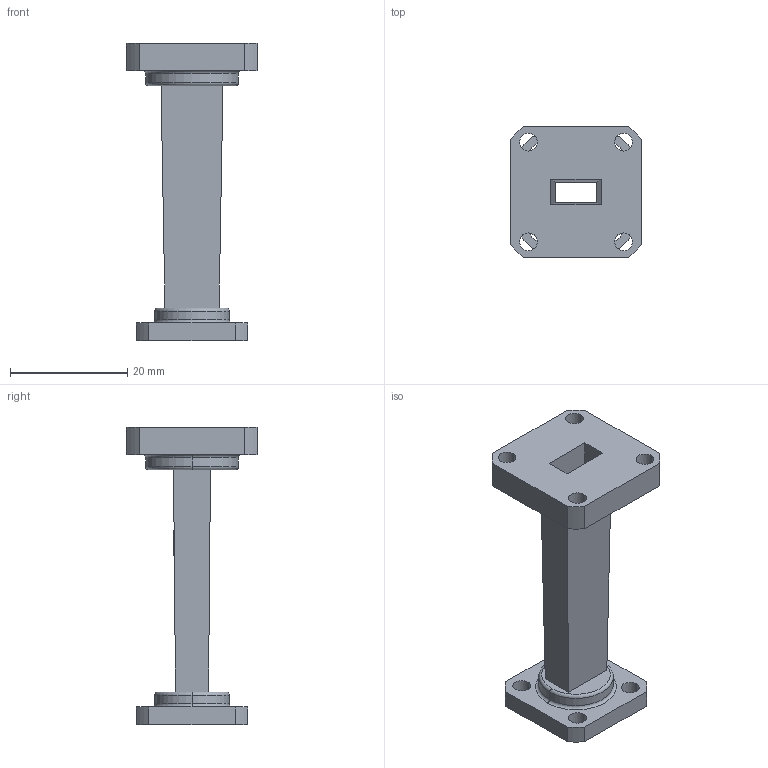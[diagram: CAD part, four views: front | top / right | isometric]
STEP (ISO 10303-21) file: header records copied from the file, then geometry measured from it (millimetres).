
FILE_DESCRIPTION (( 'STEP AP214' ), '1' );
FILE_NAME ('PEWTS1010.STEP', '2018-01-10T17:30:23', ( '' ), ( '' ), 'SwSTEP 2.0', 'SolidWorks 2017', '' );
FILE_SCHEMA (( 'AUTOMOTIVE_DESIGN' ));
Length unit declared in the file: inch
Products named in the file (1): PEWTS1010
Bounding box: 22.23 x 22.23 x 50.8 mm (x, y, z)
Volume: 4623.8 mm3; surface area: 5139.1 mm2
Topology: 2 solids, 2 shells, 773 faces, 2083 edges, 1386 vertices
Faces by surface type: plane 473, bspline 180, cylinder 112, torus 8
Entity records: 41767 total; most frequent: CARTESIAN_POINT 14050, ORIENTED_EDGE 4166, DIRECTION 3149, EDGE_CURVE 2083, VECTOR 1481, LINE 1481, VERTEX_POINT 1386, EDGE_LOOP 863
